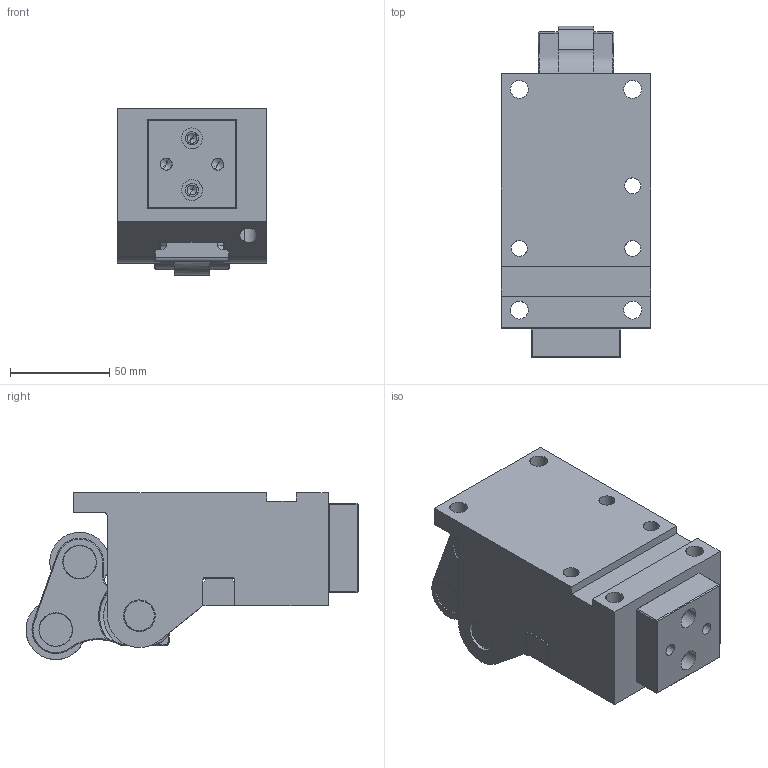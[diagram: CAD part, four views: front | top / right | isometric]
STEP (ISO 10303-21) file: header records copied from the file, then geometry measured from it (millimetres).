
FILE_DESCRIPTION(('CATIA V5 STEP Exchange'),'2;1');
FILE_NAME('CPUN_03500_20.stp','2015-11-17T07:47:54+00:00',('none'),('none'),'CATIA Version 5 Release 20 GA (IN-10)','CATIA V5 STEP AP203','none');
FILE_SCHEMA(('CONFIG_CONTROL_DESIGN'));
Length unit declared in the file: millimetre
Products named in the file (1): CPUN-03500-20
Bounding box: 75 x 167 x 83.99 mm (x, y, z)
Volume: 511533.7 mm3; surface area: 128903.8 mm2
Topology: 6 solids, 17 shells, 449 faces, 1128 edges, 711 vertices
Faces by surface type: cylinder 174, plane 142, cone 85, torus 38, sphere 8, bspline 2
Entity records: 13872 total; most frequent: CARTESIAN_POINT 3743, ORIENTED_EDGE 2204, DIRECTION 1728, EDGE_CURVE 1102, AXIS2_PLACEMENT_3D 844, VERTEX_POINT 711, EDGE_LOOP 511, VECTOR 497
